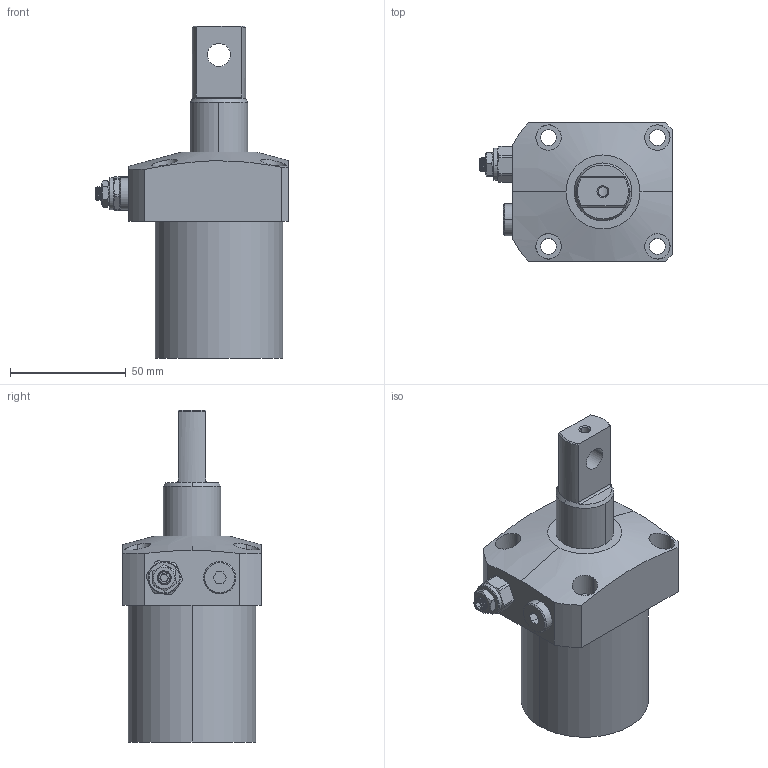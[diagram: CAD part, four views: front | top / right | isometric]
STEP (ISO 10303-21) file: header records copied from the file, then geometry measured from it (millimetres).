
FILE_DESCRIPTION (( 'STEP AP203' ), '1' );
FILE_NAME ('CHA-055Dx90C.STEP', '2019-12-06T08:40:51', ( '' ), ( '' ), 'SwSTEP 2.0', 'SolidWorks 2017', '' );
FILE_SCHEMA (( 'CONFIG_CONTROL_DESIGN' ));
Length unit declared in the file: millimetre
Products named in the file (5): CHA-055掛极; CHA-055Dx90C; CZL10覃厒概; CHA-055D活塞杆; G1-8黑芛
Assembly tree (4 placements, depth 2):
  CHA-055Dx90C
    CHA-055掛极
    CHA-055D活塞杆
    G1-8黑芛
    CZL10覃厒概
Bounding box: 83.3 x 60 x 143.5 mm (x, y, z)
Volume: 235847.4 mm3; surface area: 50375.5 mm2
Topology: 8 solids, 8 shells, 469 faces, 1252 edges, 811 vertices
Faces by surface type: cylinder 201, plane 105, cone 83, bspline 80
Entity records: 30914 total; most frequent: CARTESIAN_POINT 19798, ORIENTED_EDGE 2492, DIRECTION 1939, EDGE_CURVE 1246, VERTEX_POINT 809, AXIS2_PLACEMENT_3D 767, EDGE_LOOP 521, ADVANCED_FACE 469
